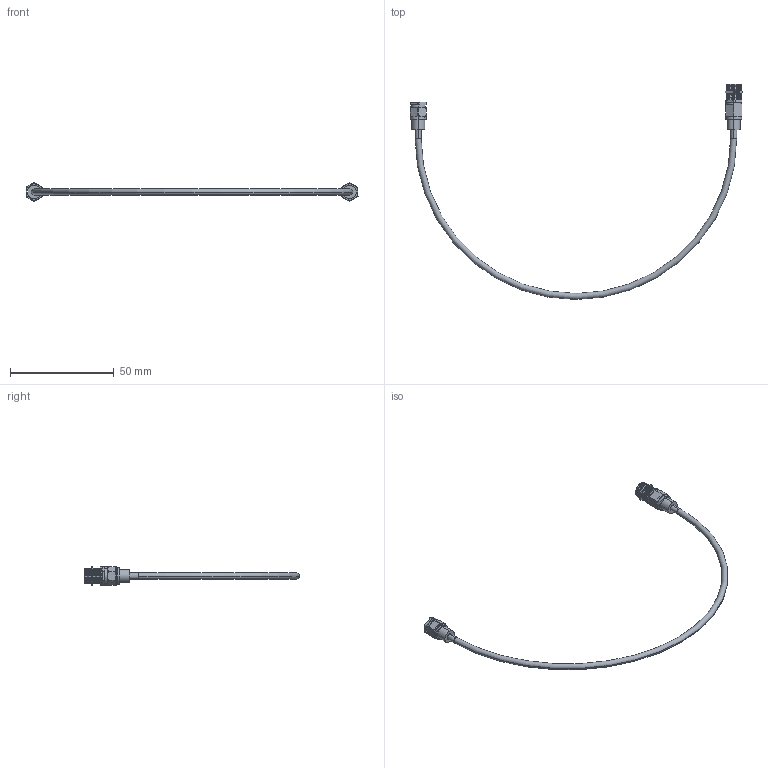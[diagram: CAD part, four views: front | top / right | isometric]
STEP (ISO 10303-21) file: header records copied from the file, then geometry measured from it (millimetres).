
FILE_DESCRIPTION (( 'STEP AP203' ), '1' );
FILE_NAME ('A7311-6-CN.STEP', '2013-11-19T13:10:09', ( '' ), ( '' ), 'SwSTEP 2.0', 'SolidWorks 2012', '' );
FILE_SCHEMA (( 'CONFIG_CONTROL_DESIGN' ));
Length unit declared in the file: inch
Products named in the file (1): A7311-6-CN
Bounding box: 160.37 x 103.85 x 9.13 mm (x, y, z)
Volume: 2524.4 mm3; surface area: 4733.9 mm2
Topology: 5 solids, 8 shells, 265 faces, 594 edges, 370 vertices
Faces by surface type: plane 87, cylinder 84, cone 76, torus 18
Entity records: 7706 total; most frequent: CARTESIAN_POINT 1527, DIRECTION 1377, ORIENTED_EDGE 1184, EDGE_CURVE 592, AXIS2_PLACEMENT_3D 544, VERTEX_POINT 370, EDGE_LOOP 302, LINE 289
